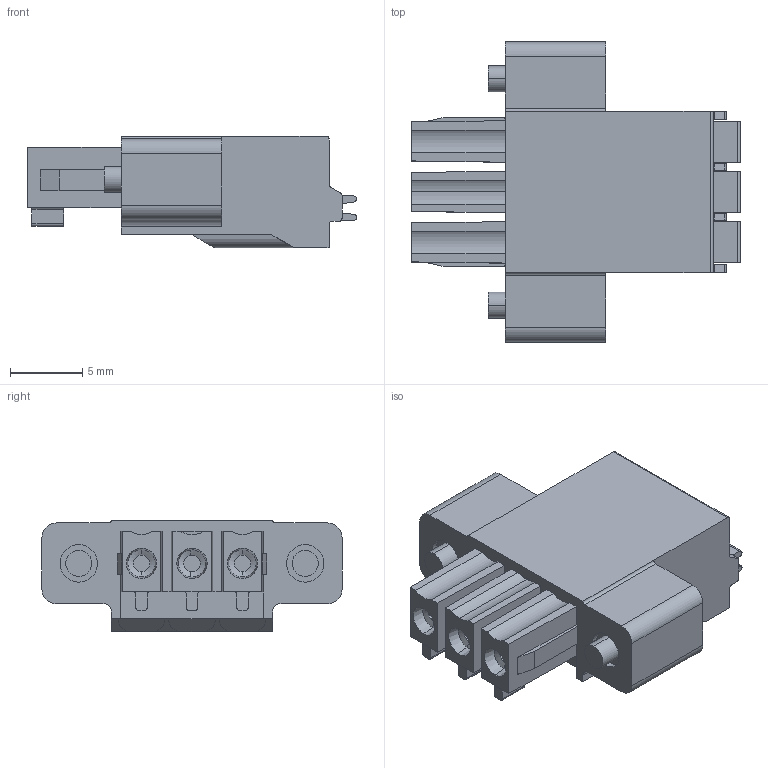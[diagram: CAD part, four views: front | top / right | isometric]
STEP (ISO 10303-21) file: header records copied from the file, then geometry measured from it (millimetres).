
FILE_DESCRIPTION((''),'2;1');
FILE_NAME('TLPSW-007-03P','2024-09-24T',('sheji'),(''),'PRO/ENGINEER BY PARAMETRIC TECHNOLOGY CORPORATION, 2015240','PRO/ENGINEER BY PARAMETRIC TECHNOLOGY CORPORATION, 2015240','');
FILE_SCHEMA(('CONFIG_CONTROL_DESIGN'));
Length unit declared in the file: millimetre
Products named in the file (1): TLPSW-007-03P
Bounding box: 22.8 x 20.8 x 7.75 mm (x, y, z)
Volume: 1715.1 mm3; surface area: 1462.6 mm2
Topology: 1 solids, 1 shells, 255 faces, 676 edges, 443 vertices
Faces by surface type: plane 145, cylinder 92, cone 18
Entity records: 8108 total; most frequent: CARTESIAN_POINT 1592, DIRECTION 1362, ORIENTED_EDGE 1352, EDGE_CURVE 676, AXIS2_PLACEMENT_3D 461, VERTEX_POINT 443, VECTOR 440, LINE 440
